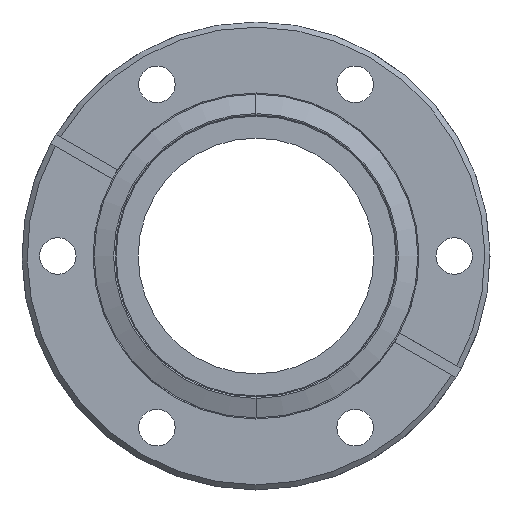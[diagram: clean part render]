
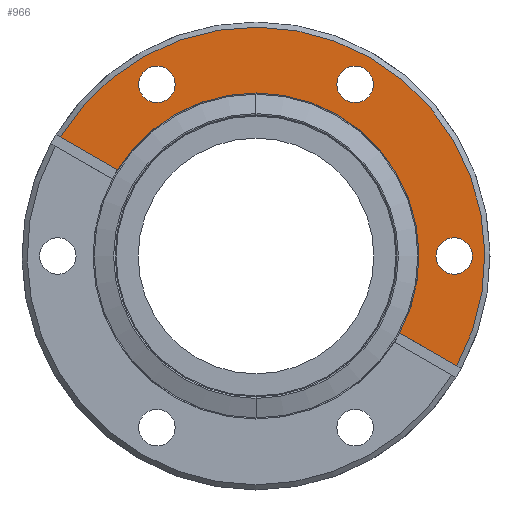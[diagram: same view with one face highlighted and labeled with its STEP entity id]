
A CAD part, left-side view. The second image highlights one B-rep face of the part: STEP entity #966.
In plain terms, the highlighted planar face has unit normal (-1, 0, 0).
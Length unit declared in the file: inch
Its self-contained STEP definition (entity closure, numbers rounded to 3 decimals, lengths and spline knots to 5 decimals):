
#11 = EDGE_CURVE ( 'NONE', #1787, #214, #1580, .T. ) ;
#17 = CIRCLE ( 'NONE', #1038, 0.951 ) ;
#33 = EDGE_LOOP ( 'NONE', ( #867, #618 ) ) ;
#40 = CARTESIAN_POINT ( 'NONE',  ( 0., -1.156, 0. ) ) ;
#57 = CIRCLE ( 'NONE', #277, 0.1065 ) ;
#107 = LINE ( 'NONE', #1357, #570 ) ;
#125 = EDGE_CURVE ( 'NONE', #214, #1787, #1099, .T. ) ;
#131 = DIRECTION ( 'NONE',  ( 0., 0.866, 0.5 ) ) ;
#139 = ORIENTED_EDGE ( 'NONE', *, *, #674, .F. ) ;
#142 = DIRECTION ( 'NONE',  ( 0., 0., -1. ) ) ;
#144 = CARTESIAN_POINT ( 'NONE',  ( 0., 1.14033, 0.69417 ) ) ;
#149 = VERTEX_POINT ( 'NONE', #1057 ) ;
#184 = VERTEX_POINT ( 'NONE', #278 ) ;
#214 = VERTEX_POINT ( 'NONE', #396 ) ;
#222 = DIRECTION ( 'NONE',  ( -1., 0., 0. ) ) ;
#256 = AXIS2_PLACEMENT_3D ( 'NONE', #1387, #1508, #1662 ) ;
#276 = AXIS2_PLACEMENT_3D ( 'NONE', #609, #222, #784 ) ;
#277 = AXIS2_PLACEMENT_3D ( 'NONE', #1329, #905, #368 ) ;
#278 = CARTESIAN_POINT ( 'NONE',  ( 0., -0.578, 1.10763 ) ) ;
#294 = DIRECTION ( 'NONE',  ( 0., 0., 1. ) ) ;
#308 = DIRECTION ( 'NONE',  ( -1., 0., 0. ) ) ;
#322 = VERTEX_POINT ( 'NONE', #429 ) ;
#340 = ORIENTED_EDGE ( 'NONE', *, *, #1328, .F. ) ;
#344 = AXIS2_PLACEMENT_3D ( 'NONE', #369, #502, #1199 ) ;
#355 = LINE ( 'NONE', #1754, #831 ) ;
#358 = DIRECTION ( 'NONE',  ( -1., 0., 0. ) ) ;
#368 = DIRECTION ( 'NONE',  ( 0., 0., 1. ) ) ;
#369 = CARTESIAN_POINT ( 'NONE',  ( 0., 0.578, 1.00113 ) ) ;
#370 = VERTEX_POINT ( 'NONE', #1144 ) ;
#396 = CARTESIAN_POINT ( 'NONE',  ( 0., 0.578, 0.89463 ) ) ;
#413 = EDGE_CURVE ( 'NONE', #370, #546, #355, .T. ) ;
#427 = CARTESIAN_POINT ( 'NONE',  ( 0., 0., 0. ) ) ;
#428 = EDGE_CURVE ( 'NONE', #322, #184, #57, .T. ) ;
#429 = CARTESIAN_POINT ( 'NONE',  ( 0., -0.578, 0.89463 ) ) ;
#437 = DIRECTION ( 'NONE',  ( -1., 0., 0. ) ) ;
#442 = DIRECTION ( 'NONE',  ( 0., 0., 1. ) ) ;
#459 = VERTEX_POINT ( 'NONE', #1044 ) ;
#496 = AXIS2_PLACEMENT_3D ( 'NONE', #1158, #548, #294 ) ;
#502 = DIRECTION ( 'NONE',  ( -1., 0., 0. ) ) ;
#532 = FACE_BOUND ( 'NONE', #826, .T. ) ;
#546 = VERTEX_POINT ( 'NONE', #144 ) ;
#548 = DIRECTION ( 'NONE',  ( -1., 0., 0. ) ) ;
#570 = VECTOR ( 'NONE', #131, 39.37008 ) ;
#609 = CARTESIAN_POINT ( 'NONE',  ( 0., -0.578, 1.00113 ) ) ;
#618 = ORIENTED_EDGE ( 'NONE', *, *, #428, .F. ) ;
#644 = FACE_OUTER_BOUND ( 'NONE', #1297, .T. ) ;
#654 = AXIS2_PLACEMENT_3D ( 'NONE', #743, #1307, #442 ) ;
#674 = EDGE_CURVE ( 'NONE', #835, #1039, #17, .T. ) ;
#678 = EDGE_CURVE ( 'NONE', #459, #149, #714, .T. ) ;
#714 = CIRCLE ( 'NONE', #1772, 0.1065 ) ;
#717 = ORIENTED_EDGE ( 'NONE', *, *, #1231, .T. ) ;
#731 = ORIENTED_EDGE ( 'NONE', *, *, #125, .F. ) ;
#743 = CARTESIAN_POINT ( 'NONE',  ( 0., 0.578, 1.00113 ) ) ;
#747 = DIRECTION ( 'NONE',  ( -1., 0., 0. ) ) ;
#784 = DIRECTION ( 'NONE',  ( 0., 0., 1. ) ) ;
#826 = EDGE_LOOP ( 'NONE', ( #1727, #731 ) ) ;
#831 = VECTOR ( 'NONE', #917, 39.37008 ) ;
#835 = VERTEX_POINT ( 'NONE', #1203 ) ;
#849 = CARTESIAN_POINT ( 'NONE',  ( 0., -1.17133, -0.64047 ) ) ;
#852 = DIRECTION ( 'NONE',  ( 0., 0., 1. ) ) ;
#867 = ORIENTED_EDGE ( 'NONE', *, *, #1401, .F. ) ;
#905 = DIRECTION ( 'NONE',  ( -1., 0., 0. ) ) ;
#911 = EDGE_LOOP ( 'NONE', ( #1140, #340 ) ) ;
#917 = DIRECTION ( 'NONE',  ( 0., 0.866, 0.5 ) ) ;
#966 = ADVANCED_FACE ( 'NONE', ( #532, #1539, #1791, #644 ), #1077, .F. ) ;
#980 = CIRCLE ( 'NONE', #276, 0.1065 ) ;
#1004 = EDGE_CURVE ( 'NONE', #1544, #835, #107, .T. ) ;
#1038 = AXIS2_PLACEMENT_3D ( 'NONE', #427, #747, #852 ) ;
#1039 = VERTEX_POINT ( 'NONE', #1579 ) ;
#1044 = CARTESIAN_POINT ( 'NONE',  ( 0., -1.156, 0.1065 ) ) ;
#1057 = CARTESIAN_POINT ( 'NONE',  ( 0., -1.156, -0.1065 ) ) ;
#1059 = CARTESIAN_POINT ( 'NONE',  ( 0., -1.156, 0. ) ) ;
#1077 = PLANE ( 'NONE',  #256 ) ;
#1099 = CIRCLE ( 'NONE', #344, 0.1065 ) ;
#1116 = EDGE_CURVE ( 'NONE', #1039, #370, #1421, .T. ) ;
#1140 = ORIENTED_EDGE ( 'NONE', *, *, #678, .F. ) ;
#1144 = CARTESIAN_POINT ( 'NONE',  ( 0., 0.80765, 0.50209 ) ) ;
#1152 = ORIENTED_EDGE ( 'NONE', *, *, #1116, .F. ) ;
#1158 = CARTESIAN_POINT ( 'NONE',  ( 0., 0., 0. ) ) ;
#1199 = DIRECTION ( 'NONE',  ( 0., 0., 1. ) ) ;
#1203 = CARTESIAN_POINT ( 'NONE',  ( 0., -0.83865, -0.4484 ) ) ;
#1231 = EDGE_CURVE ( 'NONE', #1544, #546, #1503, .T. ) ;
#1297 = EDGE_LOOP ( 'NONE', ( #1560, #717, #1806, #1152, #139 ) ) ;
#1307 = DIRECTION ( 'NONE',  ( -1., 0., 0. ) ) ;
#1328 = EDGE_CURVE ( 'NONE', #149, #459, #1606, .T. ) ;
#1329 = CARTESIAN_POINT ( 'NONE',  ( 0., -0.578, 1.00113 ) ) ;
#1356 = CARTESIAN_POINT ( 'NONE',  ( 0., 0.578, 1.10763 ) ) ;
#1357 = CARTESIAN_POINT ( 'NONE',  ( 0., -0.0155, 0.02685 ) ) ;
#1387 = CARTESIAN_POINT ( 'NONE',  ( 0., 1.365, 0. ) ) ;
#1401 = EDGE_CURVE ( 'NONE', #184, #322, #980, .T. ) ;
#1412 = AXIS2_PLACEMENT_3D ( 'NONE', #1701, #437, #142 ) ;
#1421 = CIRCLE ( 'NONE', #496, 0.951 ) ;
#1503 = CIRCLE ( 'NONE', #1412, 1.335 ) ;
#1508 = DIRECTION ( 'NONE',  ( 1., 0., 0. ) ) ;
#1539 = FACE_BOUND ( 'NONE', #33, .T. ) ;
#1544 = VERTEX_POINT ( 'NONE', #849 ) ;
#1560 = ORIENTED_EDGE ( 'NONE', *, *, #1004, .F. ) ;
#1579 = CARTESIAN_POINT ( 'NONE',  ( 0., 0., 0.951 ) ) ;
#1580 = CIRCLE ( 'NONE', #654, 0.1065 ) ;
#1606 = CIRCLE ( 'NONE', #1718, 0.1065 ) ;
#1662 = DIRECTION ( 'NONE',  ( 0., 0., -1. ) ) ;
#1701 = CARTESIAN_POINT ( 'NONE',  ( 0., 0., 0. ) ) ;
#1703 = DIRECTION ( 'NONE',  ( 0., 0., 1. ) ) ;
#1718 = AXIS2_PLACEMENT_3D ( 'NONE', #1059, #358, #1731 ) ;
#1727 = ORIENTED_EDGE ( 'NONE', *, *, #11, .F. ) ;
#1731 = DIRECTION ( 'NONE',  ( 0., 0., 1. ) ) ;
#1754 = CARTESIAN_POINT ( 'NONE',  ( 0., -0.0155, 0.02685 ) ) ;
#1772 = AXIS2_PLACEMENT_3D ( 'NONE', #40, #308, #1703 ) ;
#1787 = VERTEX_POINT ( 'NONE', #1356 ) ;
#1791 = FACE_BOUND ( 'NONE', #911, .T. ) ;
#1806 = ORIENTED_EDGE ( 'NONE', *, *, #413, .F. ) ;
